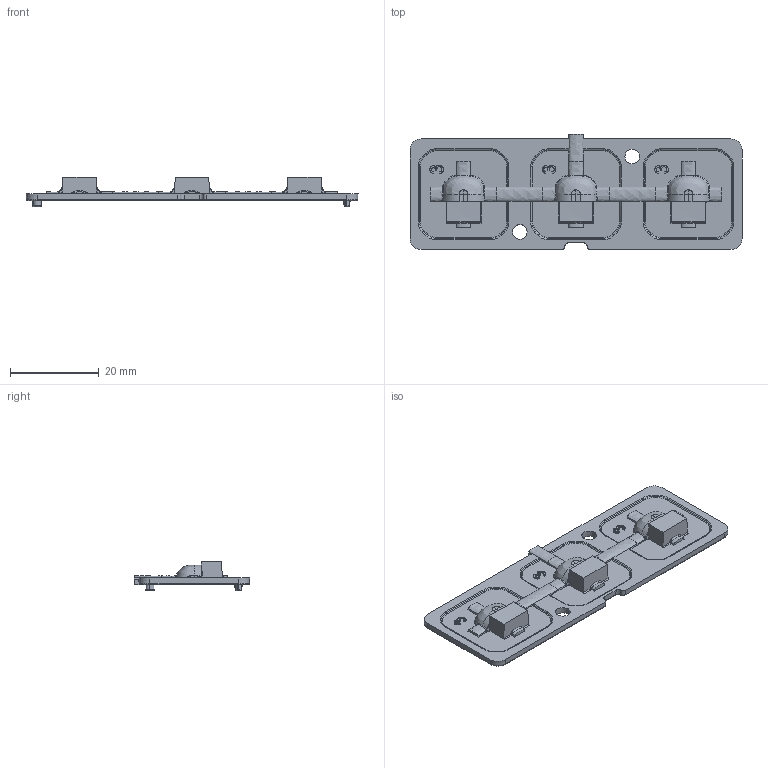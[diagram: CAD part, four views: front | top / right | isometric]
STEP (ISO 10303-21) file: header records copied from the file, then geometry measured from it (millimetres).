
FILE_DESCRIPTION (( 'STEP AP214' ), '1' );
FILE_NAME ('12772_70291_Rev-2_MH3x3_Customer.STEP', '2015-09-22T07:26:35', ( '' ), ( '' ), 'SwSTEP 2.0', 'SolidWorks 2014', '' );
FILE_SCHEMA (( 'AUTOMOTIVE_DESIGN' ));
Length unit declared in the file: millimetre
Products named in the file (1): 12772_70291_Rev-2_MH3x3_Customer
Bounding box: 75 x 26 x 6.67 mm (x, y, z)
Volume: 2774.4 mm3; surface area: 4628.5 mm2
Topology: 1 solids, 1 shells, 560 faces, 1501 edges, 951 vertices
Faces by surface type: bspline 159, cylinder 146, plane 130, torus 106, cone 14, sphere 5
Entity records: 24548 total; most frequent: CARTESIAN_POINT 11803, ORIENTED_EDGE 2996, DIRECTION 2215, EDGE_CURVE 1498, VERTEX_POINT 951, AXIS2_PLACEMENT_3D 821, EDGE_LOOP 575, LINE 573
